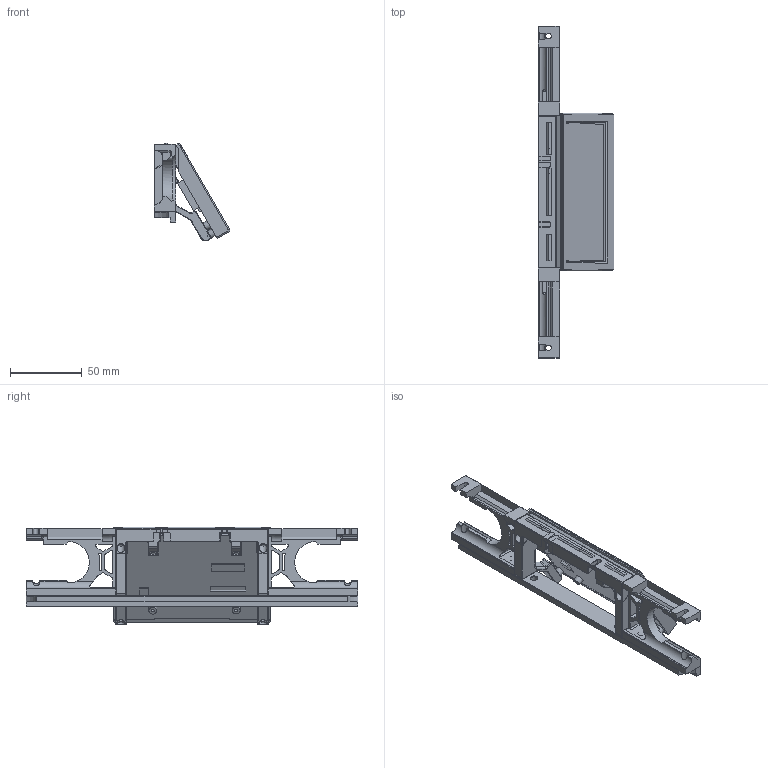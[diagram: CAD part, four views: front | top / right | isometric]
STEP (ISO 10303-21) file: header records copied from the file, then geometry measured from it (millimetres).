
FILE_DESCRIPTION(/* description */ (''),/* implementation_level */ '2;1');
FILE_NAME(/* name */ 'SlottedSkirtsAndWaveshareMount.step',/* time_stamp */ '2023-10-13T18:37:40+02:00',/* author */ (''),/* organization */ (''),/* preprocessor_version */ 'ST-DEVELOPER v20',/* originating_system */ 'Autodesk Translation Framework v12.14.0.127',/* authorisation */ '');
FILE_SCHEMA (('AUTOMOTIVE_DESIGN { 1 0 10303 214 3 1 1 }'));
Length unit declared in the file: millimetre
Products named in the file (9): (Unsaved); FrontSkirt-Waveshare; 160-Micron-TFT4.3 v2; Mount; Rigid Mount; Component27; FrontSkirt_180; Front_rear_skirt_trim_180; Faceplate
Assembly tree (8 placements, depth 4):
  (Unsaved)
    FrontSkirt-Waveshare
      160-Micron-TFT4.3 v2
        Mount
        Rigid Mount
      Component27
      FrontSkirt_180
        Front_rear_skirt_trim_180
    Faceplate
Bounding box: 52.69 x 231.61 x 68.38 mm (x, y, z)
Volume: 137855 mm3; surface area: 71063.3 mm2
Topology: 7 solids, 7 shells, 885 faces, 2216 edges, 1369 vertices
Faces by surface type: plane 506, cylinder 187, cone 97, bspline 81, torus 8, sphere 6
Full cylindrical faces by diameter (mm): 2 x8, 2.6 x8, 3.4 x2, 4.5 x4, 4.7 x2, 5.5 x16, 6 x2
Entity records: 29201 total; most frequent: CARTESIAN_POINT 8074, ORIENTED_EDGE 4432, DIRECTION 4132, EDGE_CURVE 2216, LINE 1534, VECTOR 1534, VERTEX_POINT 1369, AXIS2_PLACEMENT_3D 1299
